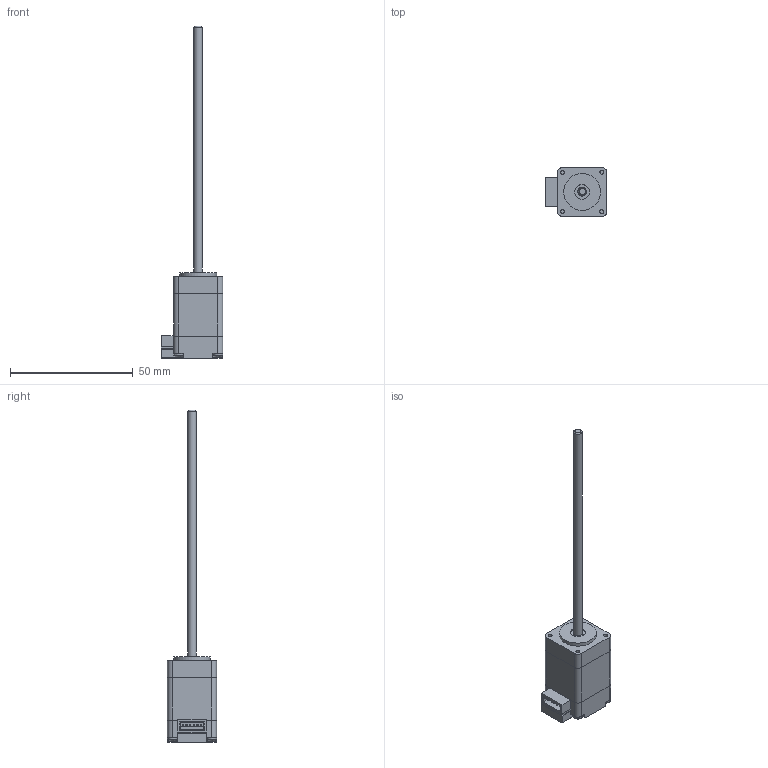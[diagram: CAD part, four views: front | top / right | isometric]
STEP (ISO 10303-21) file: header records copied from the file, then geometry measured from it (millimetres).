
FILE_DESCRIPTION((''),'2;1');
FILE_NAME('零件6.stp','2018-08-16T08:37:00',('tao.xu'),(''),'Autodesk Inventor 2013','Autodesk Inventor 2013','');
FILE_SCHEMA(('CONFIG_CONTROL_DESIGN'));
Length unit declared in the file: millimetre
Products named in the file (1): 零件6
Bounding box: 25 x 20 x 135.2 mm (x, y, z)
Volume: 14666.8 mm3; surface area: 5453.2 mm2
Topology: 1 solids, 1 shells, 271 faces, 686 edges, 439 vertices
Faces by surface type: plane 148, cone 56, cylinder 43, torus 20, sphere 4
Full cylindrical faces by diameter (mm): 0.5 x12, 0.6 x6, 1.6 x4, 3.5 x1, 6 x2, 6.5 x1, 15 x1
Entity records: 8576 total; most frequent: CARTESIAN_POINT 2184, ORIENTED_EDGE 1242, DIRECTION 1232, EDGE_CURVE 621, AXIS2_PLACEMENT_3D 471, VERTEX_POINT 419, EDGE_LOOP 350, VECTOR 290
